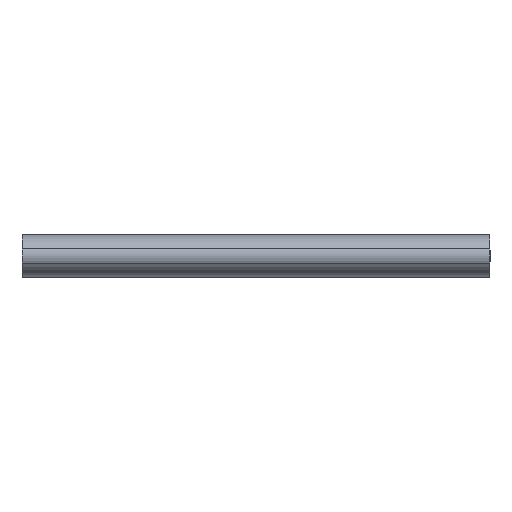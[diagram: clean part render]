
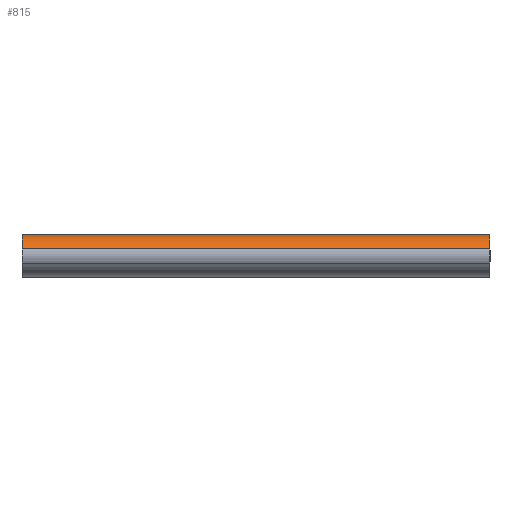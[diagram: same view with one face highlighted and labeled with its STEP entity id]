
A CAD part, front view. The second image highlights one B-rep face of the part: STEP entity #815.
In plain terms, the highlighted cylindrical face has radius 0.6 mm (diameter 1.201 mm), a partial arc.
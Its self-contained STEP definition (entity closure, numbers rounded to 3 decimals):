
#815 = ADVANCED_FACE( '', ( #1183 ), #1184, .T. );
#1183 = FACE_OUTER_BOUND( '', #1792, .T. );
#1184 = CYLINDRICAL_SURFACE( '', #1793, 0.6 );
#1792 = EDGE_LOOP( '', ( #3096, #3097, #3098, #3099 ) );
#1793 = AXIS2_PLACEMENT_3D( '', #3100, #3101, #3102 );
#3096 = ORIENTED_EDGE( '', *, *, #5478, .T. );
#3097 = ORIENTED_EDGE( '', *, *, #5027, .F. );
#3098 = ORIENTED_EDGE( '', *, *, #5479, .F. );
#3099 = ORIENTED_EDGE( '', *, *, #5358, .F. );
#3100 = CARTESIAN_POINT( '', ( 22.667, -9.6, -0.15 ) );
#3101 = DIRECTION( '', ( 1., 0., 0. ) );
#3102 = DIRECTION( '', ( 0., 0., 1. ) );
#5027 = EDGE_CURVE( '', #6033, #6035, #6036, .F. );
#5358 = EDGE_CURVE( '', #6695, #6697, #6698, .T. );
#5478 = EDGE_CURVE( '', #6695, #6035, #6904, .T. );
#5479 = EDGE_CURVE( '', #6697, #6033, #6905, .T. );
#6033 = VERTEX_POINT( '', #7492 );
#6035 = VERTEX_POINT( '', #7494 );
#6036 = CIRCLE( '', #7495, 0.6 );
#6695 = VERTEX_POINT( '', #8215 );
#6697 = VERTEX_POINT( '', #8218 );
#6698 = CIRCLE( '', #8219, 0.6 );
#6904 = LINE( '', #8484, #8485 );
#6905 = LINE( '', #8486, #8487 );
#7492 = CARTESIAN_POINT( '', ( -5., -10.12, 0.15 ) );
#7494 = CARTESIAN_POINT( '', ( -5., -9.6, 0.45 ) );
#7495 = AXIS2_PLACEMENT_3D( '', #9361, #9362, #9363 );
#8215 = CARTESIAN_POINT( '', ( 5., -9.6, 0.45 ) );
#8218 = CARTESIAN_POINT( '', ( 5., -10.12, 0.15 ) );
#8219 = AXIS2_PLACEMENT_3D( '', #10230, #10231, #10232 );
#8484 = CARTESIAN_POINT( '', ( 22.667, -9.6, 0.45 ) );
#8485 = VECTOR( '', #10472, 1000. );
#8486 = CARTESIAN_POINT( '', ( 22.667, -10.12, 0.15 ) );
#8487 = VECTOR( '', #10473, 1000. );
#9361 = CARTESIAN_POINT( '', ( -5., -9.6, -0.15 ) );
#9362 = DIRECTION( '', ( 1., 0., 0. ) );
#9363 = DIRECTION( '', ( 0., 1., 0. ) );
#10230 = CARTESIAN_POINT( '', ( 5., -9.6, -0.15 ) );
#10231 = DIRECTION( '', ( 1., 0., 0. ) );
#10232 = DIRECTION( '', ( 0., 1., 0. ) );
#10472 = DIRECTION( '', ( -1., 0., 0. ) );
#10473 = DIRECTION( '', ( -1., 0., 0. ) );
